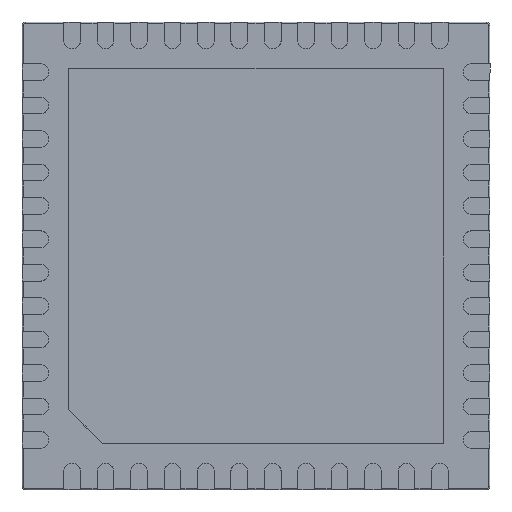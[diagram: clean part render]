
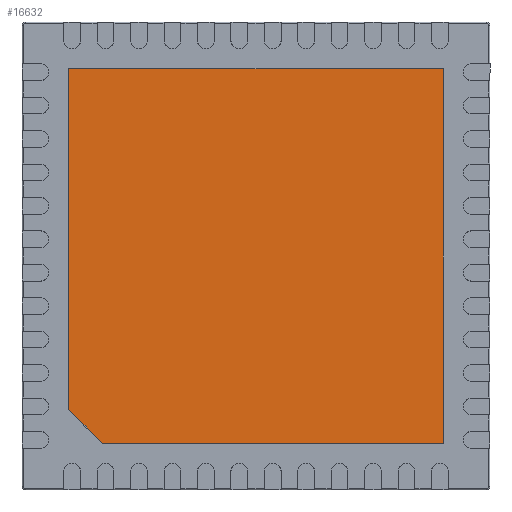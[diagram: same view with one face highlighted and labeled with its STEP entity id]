
A CAD part, front view. The second image highlights one B-rep face of the part: STEP entity #16632.
In plain terms, the highlighted planar face has unit normal (0, -1, 0).
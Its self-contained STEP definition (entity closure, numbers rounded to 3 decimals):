
#1321 = DIRECTION ( 'NONE',  ( 0., 0., -1. ) ) ;
#1519 = EDGE_CURVE ( 'NONE', #9270, #6778, #23711, .T. ) ;
#2641 = VERTEX_POINT ( 'NONE', #21051 ) ;
#3634 = DIRECTION ( 'NONE',  ( 0., 0., 1. ) ) ;
#3648 = VECTOR ( 'NONE', #18448, 1000. ) ;
#3787 = VERTEX_POINT ( 'NONE', #5465 ) ;
#3998 = DIRECTION ( 'NONE',  ( 1., 0., 0. ) ) ;
#5152 = ORIENTED_EDGE ( 'NONE', *, *, #11719, .T. ) ;
#5429 = CARTESIAN_POINT ( 'NONE',  ( 0., 0., 0. ) ) ;
#5465 = CARTESIAN_POINT ( 'NONE',  ( -2.8, 0., -2.3 ) ) ;
#6721 = EDGE_LOOP ( 'NONE', ( #23336, #5152, #7270, #13165, #17713 ) ) ;
#6778 = VERTEX_POINT ( 'NONE', #12212 ) ;
#7270 = ORIENTED_EDGE ( 'NONE', *, *, #22766, .T. ) ;
#7475 = EDGE_CURVE ( 'NONE', #2641, #6778, #13928, .T. ) ;
#7547 = CARTESIAN_POINT ( 'NONE',  ( 0., 0., 2.8 ) ) ;
#9126 = FACE_OUTER_BOUND ( 'NONE', #6721, .T. ) ;
#9270 = VERTEX_POINT ( 'NONE', #21447 ) ;
#10801 = AXIS2_PLACEMENT_3D ( 'NONE', #5429, #22251, #3634 ) ;
#11063 = CARTESIAN_POINT ( 'NONE',  ( -2.8, 0., 2.8 ) ) ;
#11067 = CARTESIAN_POINT ( 'NONE',  ( 0., 0., -2.8 ) ) ;
#11719 = EDGE_CURVE ( 'NONE', #21158, #3787, #20496, .T. ) ;
#12147 = CARTESIAN_POINT ( 'NONE',  ( -2.8, 0., 0. ) ) ;
#12212 = CARTESIAN_POINT ( 'NONE',  ( 2.8, 0., -2.8 ) ) ;
#13165 = ORIENTED_EDGE ( 'NONE', *, *, #1519, .T. ) ;
#13603 = DIRECTION ( 'NONE',  ( 0.707, 0., -0.707 ) ) ;
#13928 = LINE ( 'NONE', #23875, #15095 ) ;
#14334 = VECTOR ( 'NONE', #3998, 1000. ) ;
#14736 = LINE ( 'NONE', #19083, #20348 ) ;
#15095 = VECTOR ( 'NONE', #1321, 1000. ) ;
#16632 = ADVANCED_FACE ( 'NONE', ( #9126 ), #16732, .F. ) ;
#16732 = PLANE ( 'NONE',  #10801 ) ;
#17713 = ORIENTED_EDGE ( 'NONE', *, *, #7475, .F. ) ;
#18448 = DIRECTION ( 'NONE',  ( 1., 0., 0. ) ) ;
#18862 = EDGE_CURVE ( 'NONE', #21158, #2641, #24379, .T. ) ;
#19083 = CARTESIAN_POINT ( 'NONE',  ( -2.55, 0., -2.55 ) ) ;
#19782 = DIRECTION ( 'NONE',  ( 0., 0., -1. ) ) ;
#20348 = VECTOR ( 'NONE', #13603, 1000. ) ;
#20496 = LINE ( 'NONE', #12147, #22264 ) ;
#21051 = CARTESIAN_POINT ( 'NONE',  ( 2.8, 0., 2.8 ) ) ;
#21158 = VERTEX_POINT ( 'NONE', #11063 ) ;
#21447 = CARTESIAN_POINT ( 'NONE',  ( -2.3, 0., -2.8 ) ) ;
#22251 = DIRECTION ( 'NONE',  ( 0., 1., 0. ) ) ;
#22264 = VECTOR ( 'NONE', #19782, 1000. ) ;
#22766 = EDGE_CURVE ( 'NONE', #3787, #9270, #14736, .T. ) ;
#23336 = ORIENTED_EDGE ( 'NONE', *, *, #18862, .F. ) ;
#23711 = LINE ( 'NONE', #11067, #3648 ) ;
#23875 = CARTESIAN_POINT ( 'NONE',  ( 2.8, 0., 0. ) ) ;
#24379 = LINE ( 'NONE', #7547, #14334 ) ;
